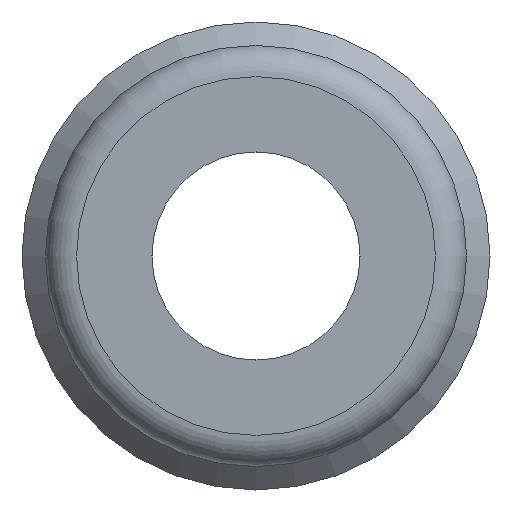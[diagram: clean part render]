
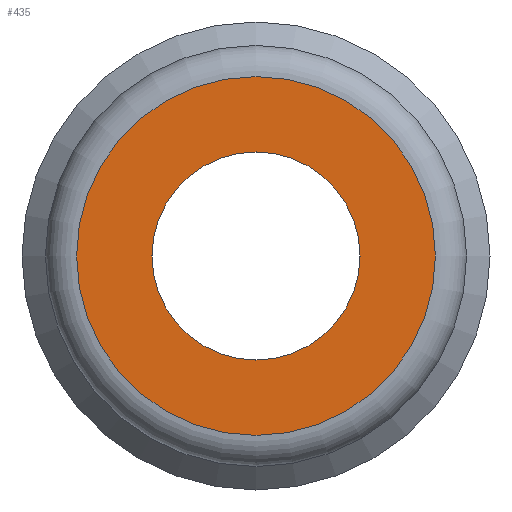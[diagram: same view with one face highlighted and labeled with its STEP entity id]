
A CAD part, left-side view. The second image highlights one B-rep face of the part: STEP entity #435.
In plain terms, the highlighted planar face has unit normal (-1, 0, 0).
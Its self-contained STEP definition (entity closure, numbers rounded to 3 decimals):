
#401=CARTESIAN_POINT('',(0.,-3.45,0.0));
#402=VERTEX_POINT('',#401);
#403=CARTESIAN_POINT('',(0.0,0.0,0.0));
#404=DIRECTION('',(-1.0,0.0,0.0));
#405=DIRECTION('',(0.0,-1.0,0.0));
#406=AXIS2_PLACEMENT_3D('',#403,#404,#405);
#407=CIRCLE('',#406,3.45);
#408=EDGE_CURVE('',#402,#402,#407,.T.);
#416=CARTESIAN_POINT('',(0.,-2.725,0.0));
#417=DIRECTION('',(-1.0,0.0,0.0));
#418=DIRECTION('',(0.0,0.0,1.0));
#419=AXIS2_PLACEMENT_3D('',#416,#417,#418);
#420=PLANE('',#419);
#421=ORIENTED_EDGE('',*,*,#408,.T.);
#422=EDGE_LOOP('',(#421));
#423=FACE_OUTER_BOUND('',#422,.T.);
#424=CARTESIAN_POINT('',(0.,-2.,0.0));
#425=VERTEX_POINT('',#424);
#426=CARTESIAN_POINT('',(0.,0.0,0.0));
#427=DIRECTION('',(-1.0,0.0,0.0));
#428=DIRECTION('',(0.0,-1.0,0.0));
#429=AXIS2_PLACEMENT_3D('',#426,#427,#428);
#430=CIRCLE('',#429,2.);
#431=EDGE_CURVE('',#425,#425,#430,.T.);
#432=ORIENTED_EDGE('',*,*,#431,.F.);
#433=EDGE_LOOP('',(#432));
#434=FACE_BOUND('',#433,.T.);
#435=ADVANCED_FACE('',(#423,#434),#420,.T.);
